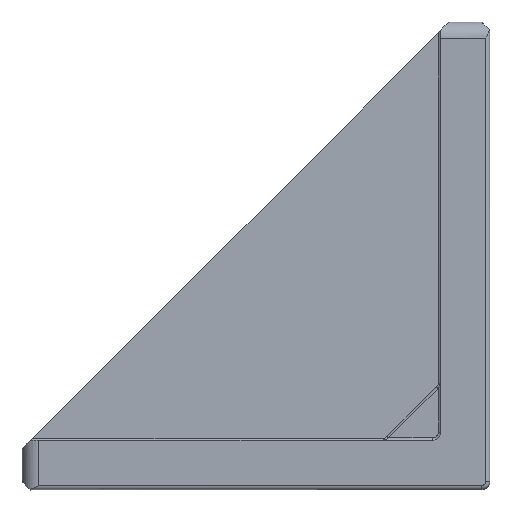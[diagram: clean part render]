
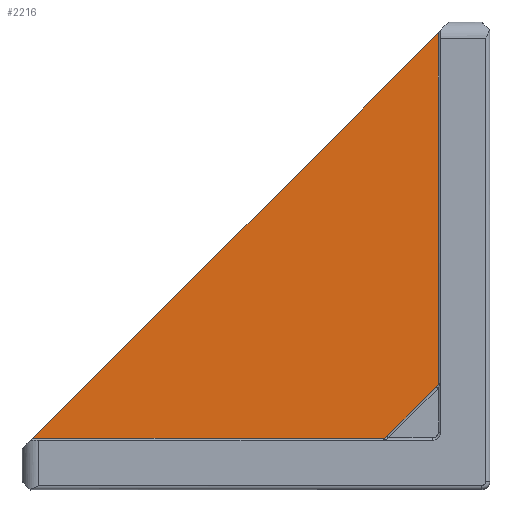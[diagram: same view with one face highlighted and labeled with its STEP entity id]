
A CAD part, top view. The second image highlights one B-rep face of the part: STEP entity #2216.
In plain terms, the highlighted planar face has unit normal (-0.012, 0.012, 1).
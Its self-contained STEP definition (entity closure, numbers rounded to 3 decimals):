
#11 = VECTOR ( 'NONE', #1908, 1000. ) ;
#85 = CARTESIAN_POINT ( 'NONE',  ( -6.296, 6.586, -8.394 ) ) ;
#465 = CARTESIAN_POINT ( 'NONE',  ( -7., 6.296, -8.399 ) ) ;
#559 = ORIENTED_EDGE ( 'NONE', *, *, #1891, .T. ) ;
#713 = EDGE_CURVE ( 'NONE', #2918, #824, #4828, .T. ) ;
#733 = VECTOR ( 'NONE', #4140, 1000. ) ;
#824 = VERTEX_POINT ( 'NONE', #5082 ) ;
#967 = VERTEX_POINT ( 'NONE', #2053 ) ;
#1122 = PLANE ( 'NONE',  #3720 ) ;
#1279 = CARTESIAN_POINT ( 'NONE',  ( -6.996, 6.296, -8.399 ) ) ;
#1489 = DIRECTION ( 'NONE',  ( -0.012, 0.012, 1. ) ) ;
#1874 = FACE_OUTER_BOUND ( 'NONE', #2514, .T. ) ;
#1891 = EDGE_CURVE ( 'NONE', #967, #4400, #4259, .T. ) ;
#1908 = DIRECTION ( 'NONE',  ( 0., 1., -0.012 ) ) ;
#2053 = CARTESIAN_POINT ( 'NONE',  ( -6.296, 6.996, -8.399 ) ) ;
#2216 = ADVANCED_FACE ( 'NONE', ( #1874 ), #1122, .T. ) ;
#2514 = EDGE_LOOP ( 'NONE', ( #4044, #559, #3255, #3170 ) ) ;
#2668 = DIRECTION ( 'NONE',  ( 0.707, 0.707, 0. ) ) ;
#2784 = CARTESIAN_POINT ( 'NONE',  ( -6.296, 55.704, -9. ) ) ;
#2879 = CARTESIAN_POINT ( 'NONE',  ( -6.296, 6.996, -8.399 ) ) ;
#2918 = VERTEX_POINT ( 'NONE', #2987 ) ;
#2962 = CARTESIAN_POINT ( 'NONE',  ( -57., 5., -9. ) ) ;
#2987 = CARTESIAN_POINT ( 'NONE',  ( -55.704, 6.296, -9. ) ) ;
#3170 = ORIENTED_EDGE ( 'NONE', *, *, #713, .T. ) ;
#3255 = ORIENTED_EDGE ( 'NONE', *, *, #3716, .F. ) ;
#3664 = VECTOR ( 'NONE', #2668, 1000. ) ;
#3716 = EDGE_CURVE ( 'NONE', #2918, #4400, #4607, .T. ) ;
#3720 = AXIS2_PLACEMENT_3D ( 'NONE', #4085, #1489, #5048 ) ;
#4044 = ORIENTED_EDGE ( 'NONE', *, *, #4495, .T. ) ;
#4085 = CARTESIAN_POINT ( 'NONE',  ( -57., 5., -9. ) ) ;
#4124 =( BOUNDED_CURVE ( )  B_SPLINE_CURVE ( 3, ( #1279, #4866, #85, #2879 ),
 .UNSPECIFIED., .F., .F. ) 
 B_SPLINE_CURVE_WITH_KNOTS ( ( 4, 4 ),
 ( 2.356, 3.927 ),
 .UNSPECIFIED. ) 
 CURVE ( )  GEOMETRIC_REPRESENTATION_ITEM ( )  RATIONAL_B_SPLINE_CURVE ( ( 1., 0.805, 0.805, 1. ) ) 
 REPRESENTATION_ITEM ( '' )  );
#4140 = DIRECTION ( 'NONE',  ( 1., 0., 0.012 ) ) ;
#4228 = CARTESIAN_POINT ( 'NONE',  ( -6.296, 56., -9.004 ) ) ;
#4259 = LINE ( 'NONE', #4228, #11 ) ;
#4400 = VERTEX_POINT ( 'NONE', #2784 ) ;
#4495 = EDGE_CURVE ( 'NONE', #824, #967, #4124, .T. ) ;
#4607 = LINE ( 'NONE', #2962, #3664 ) ;
#4828 = LINE ( 'NONE', #465, #733 ) ;
#4866 = CARTESIAN_POINT ( 'NONE',  ( -6.586, 6.296, -8.394 ) ) ;
#5048 = DIRECTION ( 'NONE',  ( 1., 0., 0.012 ) ) ;
#5082 = CARTESIAN_POINT ( 'NONE',  ( -6.996, 6.296, -8.399 ) ) ;
